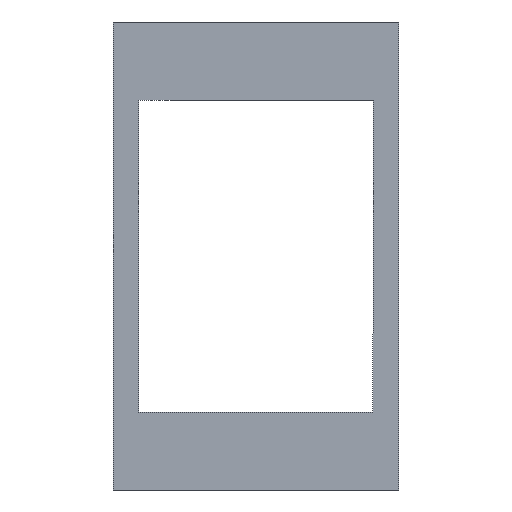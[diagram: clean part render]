
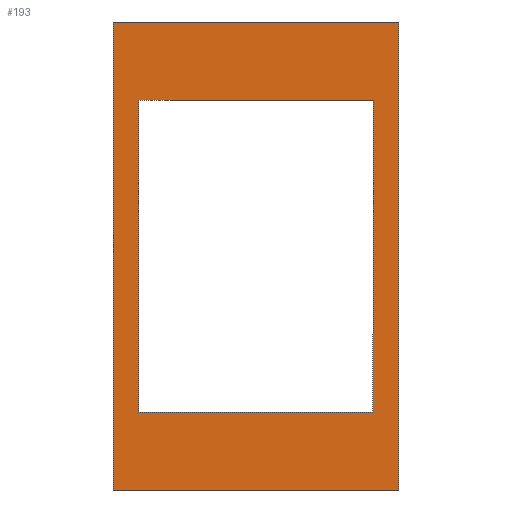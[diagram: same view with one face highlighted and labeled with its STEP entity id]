
A CAD part, left-side view. The second image highlights one B-rep face of the part: STEP entity #193.
In plain terms, the highlighted planar face has unit normal (-1, 0, 0).
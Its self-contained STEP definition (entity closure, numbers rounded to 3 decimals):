
#15=FACE_BOUND('',#36,.T.);
#25=FACE_OUTER_BOUND('',#35,.T.);
#35=EDGE_LOOP('',(#159,#160,#161,#162));
#36=EDGE_LOOP('',(#163,#164,#165,#166));
#39=LINE('',#263,#63);
#43=LINE('',#271,#67);
#46=LINE('',#277,#70);
#49=LINE('',#282,#73);
#51=LINE('',#287,#75);
#55=LINE('',#295,#79);
#58=LINE('',#301,#82);
#61=LINE('',#306,#85);
#63=VECTOR('',#217,10.);
#67=VECTOR('',#223,10.);
#70=VECTOR('',#228,10.);
#73=VECTOR('',#233,10.);
#75=VECTOR('',#237,10.);
#79=VECTOR('',#243,10.);
#82=VECTOR('',#248,10.);
#85=VECTOR('',#253,10.);
#87=VERTEX_POINT('',#261);
#88=VERTEX_POINT('',#262);
#91=VERTEX_POINT('',#270);
#93=VERTEX_POINT('',#276);
#95=VERTEX_POINT('',#285);
#96=VERTEX_POINT('',#286);
#99=VERTEX_POINT('',#294);
#101=VERTEX_POINT('',#300);
#103=EDGE_CURVE('',#87,#88,#39,.T.);
#107=EDGE_CURVE('',#91,#87,#43,.T.);
#110=EDGE_CURVE('',#93,#91,#46,.T.);
#113=EDGE_CURVE('',#88,#93,#49,.T.);
#115=EDGE_CURVE('',#95,#96,#51,.T.);
#119=EDGE_CURVE('',#96,#99,#55,.T.);
#122=EDGE_CURVE('',#99,#101,#58,.T.);
#125=EDGE_CURVE('',#101,#95,#61,.T.);
#159=ORIENTED_EDGE('',*,*,#125,.T.);
#160=ORIENTED_EDGE('',*,*,#115,.T.);
#161=ORIENTED_EDGE('',*,*,#119,.T.);
#162=ORIENTED_EDGE('',*,*,#122,.T.);
#163=ORIENTED_EDGE('',*,*,#103,.T.);
#164=ORIENTED_EDGE('',*,*,#113,.T.);
#165=ORIENTED_EDGE('',*,*,#110,.T.);
#166=ORIENTED_EDGE('',*,*,#107,.T.);
#183=PLANE('',#211);
#193=ADVANCED_FACE('',(#25,#15),#183,.F.);
#211=AXIS2_PLACEMENT_3D('',#308,#255,#256);
#217=DIRECTION('',(0.,0.,1.));
#223=DIRECTION('',(0.,1.,0.));
#228=DIRECTION('',(0.,0.,-1.));
#233=DIRECTION('',(0.,-1.,0.));
#237=DIRECTION('',(0.,0.,-1.));
#243=DIRECTION('',(0.,-1.,0.));
#248=DIRECTION('',(0.,0.,1.));
#253=DIRECTION('',(0.,1.,0.));
#255=DIRECTION('center_axis',(1.,0.,0.));
#256=DIRECTION('ref_axis',(0.,0.,-1.));
#261=CARTESIAN_POINT('',(0.,499.5,-750.));
#262=CARTESIAN_POINT('',(0.,499.5,-150.));
#263=CARTESIAN_POINT('',(0.,499.5,-600.));
#270=CARTESIAN_POINT('',(0.,49.5,-750.));
#271=CARTESIAN_POINT('',(0.,162.,-750.));
#276=CARTESIAN_POINT('',(0.,49.5,-150.));
#277=CARTESIAN_POINT('',(0.,49.5,-300.));
#282=CARTESIAN_POINT('',(0.,387.,-150.));
#285=CARTESIAN_POINT('',(0.,549.,0.));
#286=CARTESIAN_POINT('',(0.,549.,-900.));
#287=CARTESIAN_POINT('',(0.,549.,0.));
#294=CARTESIAN_POINT('',(0.,0.,-900.));
#295=CARTESIAN_POINT('',(0.,549.,-900.));
#300=CARTESIAN_POINT('',(0.,0.,0.));
#301=CARTESIAN_POINT('',(0.,0.,-900.));
#306=CARTESIAN_POINT('',(0.,0.,0.));
#308=CARTESIAN_POINT('Origin',(0.,274.5,-450.));
